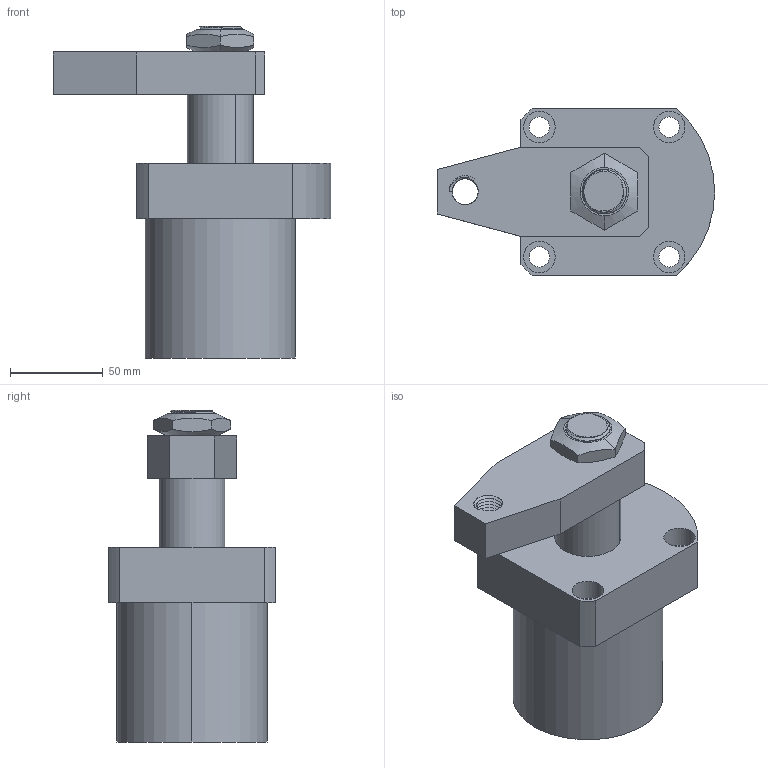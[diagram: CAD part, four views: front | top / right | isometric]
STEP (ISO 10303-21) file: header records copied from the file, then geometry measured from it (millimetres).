
FILE_DESCRIPTION (( 'STEP AP203' ), '1' );
FILE_NAME ('CHS-FAM63S.STEP', '2019-05-06T02:09:18', ( '' ), ( '' ), 'SwSTEP 2.0', 'SolidWorks 2017', '' );
FILE_SCHEMA (( 'CONFIG_CONTROL_DESIGN' ));
Length unit declared in the file: millimetre
Products named in the file (5): CHS-63S-01; M24; CHS-FAM63S; CHS-FAM63BT; CHS-63S-02
Assembly tree (4 placements, depth 2):
  CHS-FAM63S
    CHS-FAM63BT
    M24
    CHS-63S-01
    CHS-63S-02
Bounding box: 149.5 x 90 x 179 mm (x, y, z)
Volume: 854839.3 mm3; surface area: 103565 mm2
Topology: 5 solids, 5 shells, 179 faces, 545 edges, 387 vertices
Faces by surface type: cylinder 97, plane 46, cone 18, bspline 18
Entity records: 24120 total; most frequent: CARTESIAN_POINT 19239, ORIENTED_EDGE 1086, DIRECTION 646, EDGE_CURVE 543, VERTEX_POINT 387, B_SPLINE_CURVE_WITH_KNOTS 308, AXIS2_PLACEMENT_3D 249, EDGE_LOOP 206
